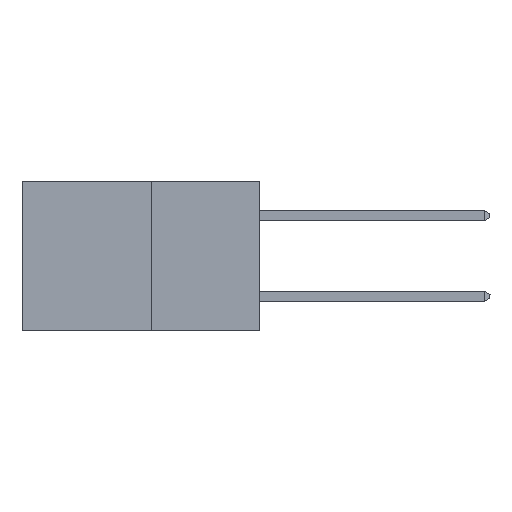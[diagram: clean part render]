
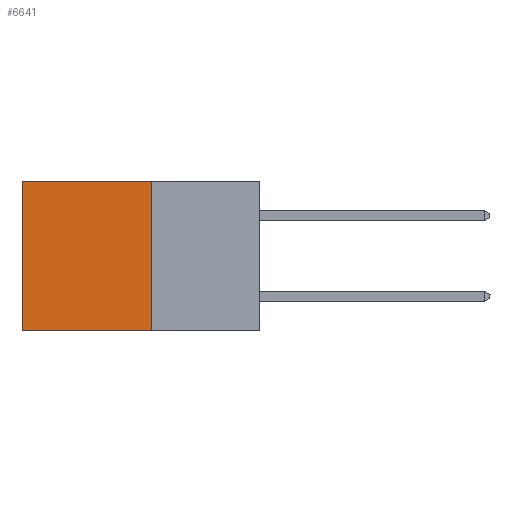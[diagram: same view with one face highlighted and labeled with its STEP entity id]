
A CAD part, left-side view. The second image highlights one B-rep face of the part: STEP entity #6641.
In plain terms, the highlighted planar face has unit normal (-1, 0, 0).
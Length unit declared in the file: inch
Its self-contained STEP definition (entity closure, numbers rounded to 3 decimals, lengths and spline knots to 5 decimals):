
#1420 = LINE ( 'NONE', #12764, #29997 ) ;
#1834 = ORIENTED_EDGE ( 'NONE', *, *, #27344, .F. ) ;
#2033 = VERTEX_POINT ( 'NONE', #16381 ) ;
#2123 = CARTESIAN_POINT ( 'NONE',  ( 0.277, 0.27, 0. ) ) ;
#2178 = CARTESIAN_POINT ( 'NONE',  ( 0.277, 0.27, -0.37 ) ) ;
#2394 = AXIS2_PLACEMENT_3D ( 'NONE', #2178, #21601, #4970 ) ;
#3839 = VERTEX_POINT ( 'NONE', #2123 ) ;
#4970 = DIRECTION ( 'NONE',  ( 0., 0., -1. ) ) ;
#5087 = LINE ( 'NONE', #32444, #19019 ) ;
#6073 = FACE_OUTER_BOUND ( 'NONE', #15281, .T. ) ;
#6621 = CARTESIAN_POINT ( 'NONE',  ( 0.277, 0.59, -0.37 ) ) ;
#6641 = ADVANCED_FACE ( 'NONE', ( #6073 ), #18852, .F. ) ;
#7046 = VECTOR ( 'NONE', #24608, 39.37008 ) ;
#7293 = DIRECTION ( 'NONE',  ( 0., 0., -1. ) ) ;
#8084 = CARTESIAN_POINT ( 'NONE',  ( 0.277, 0.27, -0.37 ) ) ;
#9290 = VERTEX_POINT ( 'NONE', #20757 ) ;
#9761 = EDGE_CURVE ( 'NONE', #3839, #2033, #27163, .T. ) ;
#10247 = EDGE_CURVE ( 'NONE', #2033, #25566, #5087, .T. ) ;
#12278 = ORIENTED_EDGE ( 'NONE', *, *, #10247, .T. ) ;
#12548 = VECTOR ( 'NONE', #33439, 39.37008 ) ;
#12764 = CARTESIAN_POINT ( 'NONE',  ( 0.277, 0.27, -0.37 ) ) ;
#14432 = LINE ( 'NONE', #8084, #7046 ) ;
#15281 = EDGE_LOOP ( 'NONE', ( #12278, #21096, #1834, #16875 ) ) ;
#16381 = CARTESIAN_POINT ( 'NONE',  ( 0.277, 0.59, 0. ) ) ;
#16875 = ORIENTED_EDGE ( 'NONE', *, *, #9761, .T. ) ;
#17004 = CARTESIAN_POINT ( 'NONE',  ( 0.277, 0.27, 0. ) ) ;
#18852 = PLANE ( 'NONE',  #2394 ) ;
#19019 = VECTOR ( 'NONE', #35223, 39.37008 ) ;
#20757 = CARTESIAN_POINT ( 'NONE',  ( 0.277, 0.27, -0.37 ) ) ;
#21096 = ORIENTED_EDGE ( 'NONE', *, *, #28267, .F. ) ;
#21601 = DIRECTION ( 'NONE',  ( 1., 0., 0. ) ) ;
#24608 = DIRECTION ( 'NONE',  ( 0., 1., 0. ) ) ;
#25566 = VERTEX_POINT ( 'NONE', #6621 ) ;
#27163 = LINE ( 'NONE', #17004, #12548 ) ;
#27344 = EDGE_CURVE ( 'NONE', #3839, #9290, #1420, .T. ) ;
#28267 = EDGE_CURVE ( 'NONE', #9290, #25566, #14432, .T. ) ;
#29997 = VECTOR ( 'NONE', #7293, 39.37008 ) ;
#32444 = CARTESIAN_POINT ( 'NONE',  ( 0.277, 0.59, -0.37 ) ) ;
#33439 = DIRECTION ( 'NONE',  ( 0., 1., 0. ) ) ;
#35223 = DIRECTION ( 'NONE',  ( 0., 0., -1. ) ) ;
